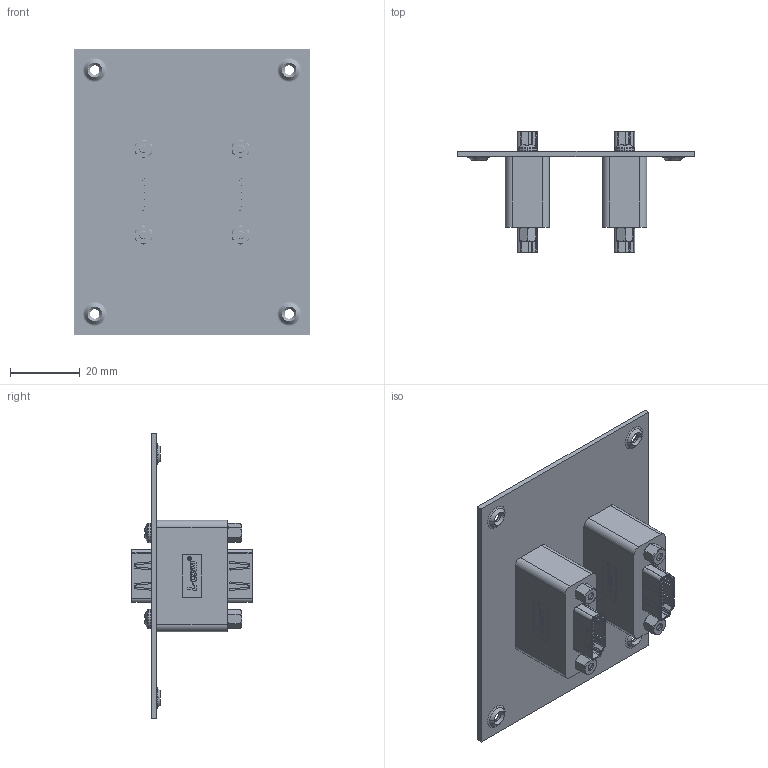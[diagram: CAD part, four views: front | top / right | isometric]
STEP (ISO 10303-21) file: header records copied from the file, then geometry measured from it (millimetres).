
FILE_DESCRIPTION (( 'STEP AP214' ), '1' );
FILE_NAME ('USP2HDB.STEP', '2017-05-31T18:34:26', ( 'L-Com' ), ( 'L-Com Global Connectivity' ), 'SwSTEP 2.0', 'SolidWorks 2014', '' );
FILE_SCHEMA (( 'AUTOMOTIVE_DESIGN' ));
Length unit declared in the file: inch
Products named in the file (7): 1AJ02-024_4-40 x .250 PAN HEAD SCREW; 1AJ05-002; HDMIFF; HDMI_FEMALE; HDMIFF-MA1_GENDER CHANGER; 1AR04-002; USP2HDB
Assembly tree (14 placements, depth 3):
  USP2HDB
    1AR04-002
    HDMIFF  x2
      HDMIFF-MA1_GENDER CHANGER
      HDMI_FEMALE
    1AJ05-002  x4
    1AJ02-024_4-40 x .250 PAN HEAD SCREW  x4
Bounding box: 68.07 x 34.54 x 82.04 mm (x, y, z)
Volume: 25438.7 mm3; surface area: 24467.2 mm2
Topology: 15 solids, 15 shells, 3494 faces, 9926 edges, 6540 vertices
Faces by surface type: plane 2582, cylinder 642, bspline 126, cone 104, torus 32, sphere 8
Entity records: 64053 total; most frequent: CARTESIAN_POINT 22152, ORIENTED_EDGE 7258, DIRECTION 6152, EDGE_CURVE 3629, VECTOR 2936, LINE 2936, VERTEX_POINT 2398, AXIS2_PLACEMENT_3D 1608
